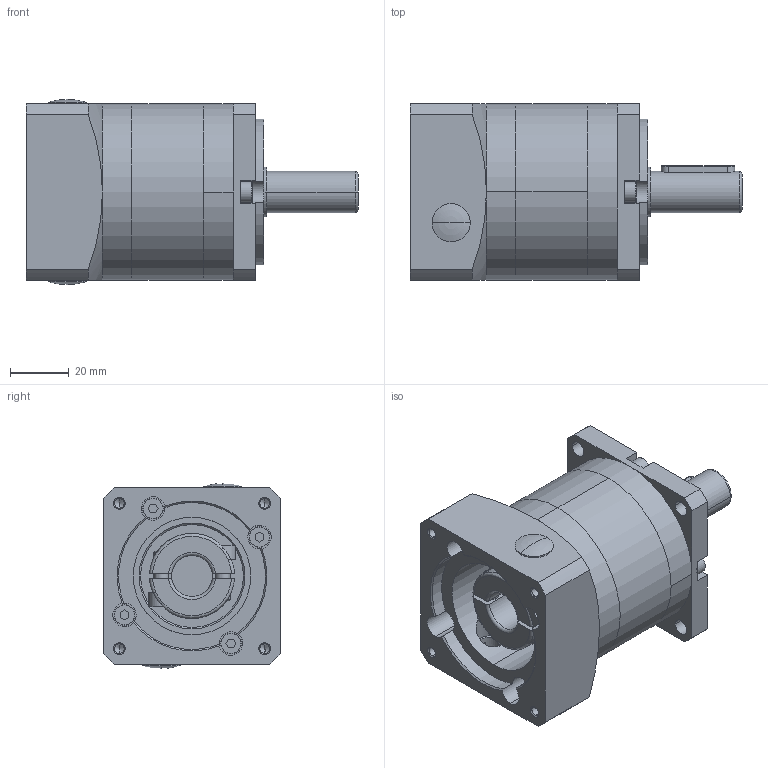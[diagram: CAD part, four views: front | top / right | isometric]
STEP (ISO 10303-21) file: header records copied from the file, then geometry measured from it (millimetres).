
FILE_DESCRIPTION (( 'STEP AP203' ), '1' );
FILE_NAME ('JAF060-L1-14-50-70-M4.STEP', '2022-03-08T14:38:52', ( '' ), ( '' ), 'SwSTEP 2.0', 'SolidWorks 2018', '' );
FILE_SCHEMA (( 'CONFIG_CONTROL_DESIGN' ));
Length unit declared in the file: millimetre
Products named in the file (1): JAF060-L1-14-50-70-M4
Bounding box: 113 x 60 x 63 mm (x, y, z)
Volume: 218462.3 mm3; surface area: 54634.4 mm2
Topology: 18 solids, 18 shells, 475 faces, 1170 edges, 739 vertices
Faces by surface type: plane 208, cylinder 144, cone 49, torus 42, bspline 28, sphere 4
Entity records: 15218 total; most frequent: CARTESIAN_POINT 3848, DIRECTION 2430, ORIENTED_EDGE 2312, EDGE_CURVE 1156, AXIS2_PLACEMENT_3D 944, VERTEX_POINT 739, VECTOR 542, LINE 542
